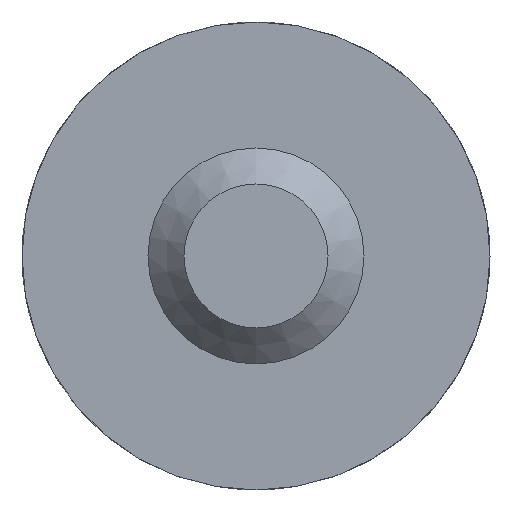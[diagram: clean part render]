
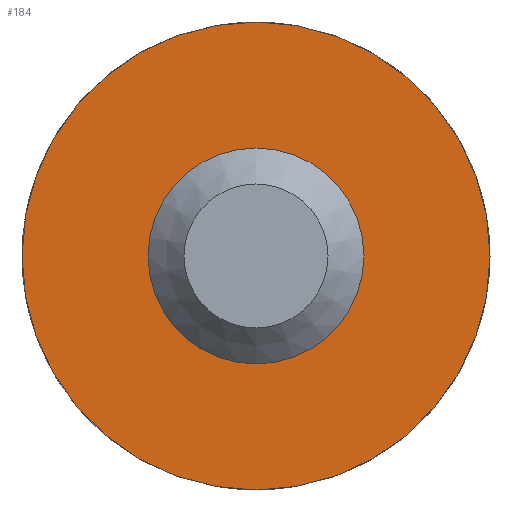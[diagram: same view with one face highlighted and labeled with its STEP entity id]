
A CAD part, front view. The second image highlights one B-rep face of the part: STEP entity #184.
In plain terms, the highlighted planar face has unit normal (0, -1, 0).
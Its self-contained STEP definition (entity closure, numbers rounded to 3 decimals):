
#108=PLANE('',#468);
#184=ADVANCED_FACE('',(#213,#214),#108,.T.);
#213=FACE_BOUND('',#235,.T.);
#214=FACE_BOUND('',#236,.T.);
#235=EDGE_LOOP('',(#290));
#236=EDGE_LOOP('',(#291));
#290=ORIENTED_EDGE('',*,*,#372,.T.);
#291=ORIENTED_EDGE('',*,*,#384,.T.);
#339=VERTEX_POINT('',#594);
#351=VERTEX_POINT('',#621);
#372=EDGE_CURVE('',#339,#339,#417,.T.);
#384=EDGE_CURVE('',#351,#351,#425,.T.);
#417=CIRCLE('',#440,1.45);
#425=CIRCLE('',#451,3.25);
#440=AXIS2_PLACEMENT_3D('',#593,#489,#490);
#451=AXIS2_PLACEMENT_3D('',#620,#515,#516);
#468=AXIS2_PLACEMENT_3D('',#674,#555,#556);
#489=DIRECTION('',(0.,1.,0.));
#490=DIRECTION('',(0.,0.,-1.));
#515=DIRECTION('',(0.,-1.,0.));
#516=DIRECTION('',(0.,0.,-1.));
#555=DIRECTION('',(0.,-1.,0.));
#556=DIRECTION('',(0.,0.,1.));
#593=CARTESIAN_POINT('',(0.,9.2,0.));
#594=CARTESIAN_POINT('',(0.,9.2,-1.45));
#620=CARTESIAN_POINT('',(0.,9.2,0.));
#621=CARTESIAN_POINT('',(0.,9.2,-3.25));
#674=CARTESIAN_POINT('',(3.25,9.2,0.));
